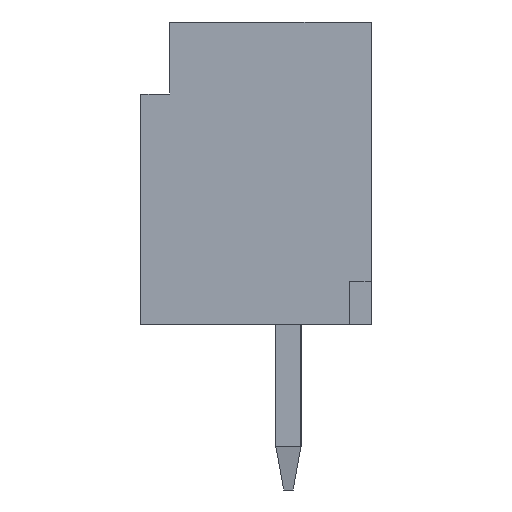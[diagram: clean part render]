
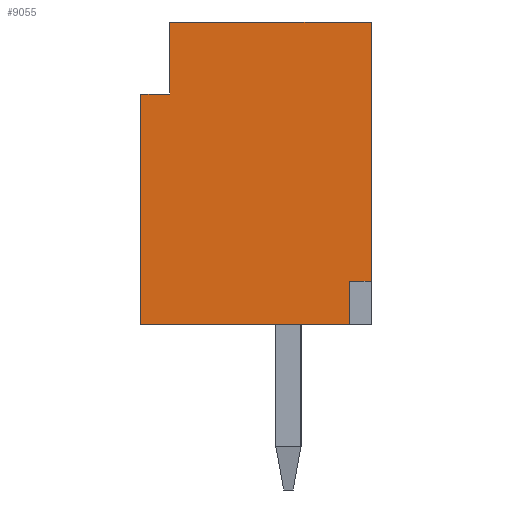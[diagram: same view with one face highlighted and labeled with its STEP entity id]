
A CAD part, left-side view. The second image highlights one B-rep face of the part: STEP entity #9055.
In plain terms, the highlighted planar face has unit normal (-1, 0, 0).
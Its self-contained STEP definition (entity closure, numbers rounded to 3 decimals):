
#111 = PLANE('',#112);
#112 = AXIS2_PLACEMENT_3D('',#113,#114,#115);
#113 = CARTESIAN_POINT('',(17.75,-1.15,0.));
#114 = DIRECTION('',(0.,-1.,0.));
#115 = DIRECTION('',(0.,0.,1.));
#139 = PLANE('',#140);
#140 = AXIS2_PLACEMENT_3D('',#141,#142,#143);
#141 = CARTESIAN_POINT('',(17.75,-1.15,4.2));
#142 = DIRECTION('',(0.,0.,1.));
#143 = DIRECTION('',(0.,1.,0.));
#223 = PLANE('',#224);
#224 = AXIS2_PLACEMENT_3D('',#225,#226,#227);
#225 = CARTESIAN_POINT('',(17.75,2.05,4.2));
#226 = DIRECTION('',(0.,1.,0.));
#227 = DIRECTION('',(0.,0.,-1.));
#1891 = PLANE('',#1892);
#1892 = AXIS2_PLACEMENT_3D('',#1893,#1894,#1895);
#1893 = CARTESIAN_POINT('',(17.75,2.05,0.));
#1894 = DIRECTION('',(0.,0.,-1.));
#1895 = DIRECTION('',(0.,-1.,0.));
#1932 = VERTEX_POINT('',#1933);
#1933 = CARTESIAN_POINT('',(-1.5,-1.15,0.6));
#1947 = PLANE('',#1948);
#1948 = AXIS2_PLACEMENT_3D('',#1949,#1950,#1951);
#1949 = CARTESIAN_POINT('',(-0.925,-1.15,0.6));
#1950 = DIRECTION('',(0.,0.,1.));
#1951 = DIRECTION('',(-1.,0.,0.));
#1959 = EDGE_CURVE('',#1932,#1960,#1962,.T.);
#1960 = VERTEX_POINT('',#1961);
#1961 = CARTESIAN_POINT('',(-1.5,-1.15,4.2));
#1962 = SURFACE_CURVE('',#1963,(#1967,#1974),.PCURVE_S1.);
#1963 = LINE('',#1964,#1965);
#1964 = CARTESIAN_POINT('',(-1.5,-1.15,0.6));
#1965 = VECTOR('',#1966,1.);
#1966 = DIRECTION('',(0.,0.,1.));
#1967 = PCURVE('',#111,#1968);
#1968 = DEFINITIONAL_REPRESENTATION('',(#1969),#1973);
#1969 = LINE('',#1970,#1971);
#1970 = CARTESIAN_POINT('',(0.6,19.25));
#1971 = VECTOR('',#1972,1.);
#1972 = DIRECTION('',(1.,0.));
#1973 = ( GEOMETRIC_REPRESENTATION_CONTEXT(2) 
PARAMETRIC_REPRESENTATION_CONTEXT() REPRESENTATION_CONTEXT('2D SPACE',''
  ) );
#1974 = PCURVE('',#1975,#1980);
#1975 = PLANE('',#1976);
#1976 = AXIS2_PLACEMENT_3D('',#1977,#1978,#1979);
#1977 = CARTESIAN_POINT('',(-1.5,0.45,2.1));
#1978 = DIRECTION('',(-1.,0.,0.));
#1979 = DIRECTION('',(0.,0.,-1.));
#1980 = DEFINITIONAL_REPRESENTATION('',(#1981),#1985);
#1981 = LINE('',#1982,#1983);
#1982 = CARTESIAN_POINT('',(1.5,1.6));
#1983 = VECTOR('',#1984,1.);
#1984 = DIRECTION('',(-1.,0.));
#1985 = ( GEOMETRIC_REPRESENTATION_CONTEXT(2) 
PARAMETRIC_REPRESENTATION_CONTEXT() REPRESENTATION_CONTEXT('2D SPACE',''
  ) );
#2618 = EDGE_CURVE('',#1960,#2619,#2621,.T.);
#2619 = VERTEX_POINT('',#2620);
#2620 = CARTESIAN_POINT('',(-1.5,1.65,4.2));
#2621 = SURFACE_CURVE('',#2622,(#2626,#2633),.PCURVE_S1.);
#2622 = LINE('',#2623,#2624);
#2623 = CARTESIAN_POINT('',(-1.5,-1.15,4.2));
#2624 = VECTOR('',#2625,1.);
#2625 = DIRECTION('',(0.,1.,0.));
#2626 = PCURVE('',#139,#2627);
#2627 = DEFINITIONAL_REPRESENTATION('',(#2628),#2632);
#2628 = LINE('',#2629,#2630);
#2629 = CARTESIAN_POINT('',(0.,19.25));
#2630 = VECTOR('',#2631,1.);
#2631 = DIRECTION('',(1.,0.));
#2632 = ( GEOMETRIC_REPRESENTATION_CONTEXT(2) 
PARAMETRIC_REPRESENTATION_CONTEXT() REPRESENTATION_CONTEXT('2D SPACE',''
  ) );
#2633 = PCURVE('',#1975,#2634);
#2634 = DEFINITIONAL_REPRESENTATION('',(#2635),#2639);
#2635 = LINE('',#2636,#2637);
#2636 = CARTESIAN_POINT('',(-2.1,1.6));
#2637 = VECTOR('',#2638,1.);
#2638 = DIRECTION('',(0.,-1.));
#2639 = ( GEOMETRIC_REPRESENTATION_CONTEXT(2) 
PARAMETRIC_REPRESENTATION_CONTEXT() REPRESENTATION_CONTEXT('2D SPACE',''
  ) );
#2657 = PLANE('',#2658);
#2658 = AXIS2_PLACEMENT_3D('',#2659,#2660,#2661);
#2659 = CARTESIAN_POINT('',(17.15,1.65,4.2));
#2660 = DIRECTION('',(0.,1.,0.));
#2661 = DIRECTION('',(-1.,0.,0.));
#3087 = VERTEX_POINT('',#3088);
#3088 = CARTESIAN_POINT('',(-1.5,2.05,3.2));
#3102 = PLANE('',#3103);
#3103 = AXIS2_PLACEMENT_3D('',#3104,#3105,#3106);
#3104 = CARTESIAN_POINT('',(-0.55,2.05,3.2));
#3105 = DIRECTION('',(0.,0.,-1.));
#3106 = DIRECTION('',(-1.,0.,0.));
#3114 = EDGE_CURVE('',#3087,#3115,#3117,.T.);
#3115 = VERTEX_POINT('',#3116);
#3116 = CARTESIAN_POINT('',(-1.5,2.05,0.));
#3117 = SURFACE_CURVE('',#3118,(#3122,#3129),.PCURVE_S1.);
#3118 = LINE('',#3119,#3120);
#3119 = CARTESIAN_POINT('',(-1.5,2.05,3.2));
#3120 = VECTOR('',#3121,1.);
#3121 = DIRECTION('',(0.,0.,-1.));
#3122 = PCURVE('',#223,#3123);
#3123 = DEFINITIONAL_REPRESENTATION('',(#3124),#3128);
#3124 = LINE('',#3125,#3126);
#3125 = CARTESIAN_POINT('',(1.,19.25));
#3126 = VECTOR('',#3127,1.);
#3127 = DIRECTION('',(1.,0.));
#3128 = ( GEOMETRIC_REPRESENTATION_CONTEXT(2) 
PARAMETRIC_REPRESENTATION_CONTEXT() REPRESENTATION_CONTEXT('2D SPACE',''
  ) );
#3129 = PCURVE('',#1975,#3130);
#3130 = DEFINITIONAL_REPRESENTATION('',(#3131),#3135);
#3131 = LINE('',#3132,#3133);
#3132 = CARTESIAN_POINT('',(-1.1,-1.6));
#3133 = VECTOR('',#3134,1.);
#3134 = DIRECTION('',(1.,0.));
#3135 = ( GEOMETRIC_REPRESENTATION_CONTEXT(2) 
PARAMETRIC_REPRESENTATION_CONTEXT() REPRESENTATION_CONTEXT('2D SPACE',''
  ) );
#8885 = EDGE_CURVE('',#3115,#8886,#8888,.T.);
#8886 = VERTEX_POINT('',#8887);
#8887 = CARTESIAN_POINT('',(-1.5,-0.85,0.));
#8888 = SURFACE_CURVE('',#8889,(#8893,#8900),.PCURVE_S1.);
#8889 = LINE('',#8890,#8891);
#8890 = CARTESIAN_POINT('',(-1.5,2.05,0.));
#8891 = VECTOR('',#8892,1.);
#8892 = DIRECTION('',(0.,-1.,0.));
#8893 = PCURVE('',#1891,#8894);
#8894 = DEFINITIONAL_REPRESENTATION('',(#8895),#8899);
#8895 = LINE('',#8896,#8897);
#8896 = CARTESIAN_POINT('',(0.,19.25));
#8897 = VECTOR('',#8898,1.);
#8898 = DIRECTION('',(1.,0.));
#8899 = ( GEOMETRIC_REPRESENTATION_CONTEXT(2) 
PARAMETRIC_REPRESENTATION_CONTEXT() REPRESENTATION_CONTEXT('2D SPACE',''
  ) );
#8900 = PCURVE('',#1975,#8901);
#8901 = DEFINITIONAL_REPRESENTATION('',(#8902),#8906);
#8902 = LINE('',#8903,#8904);
#8903 = CARTESIAN_POINT('',(2.1,-1.6));
#8904 = VECTOR('',#8905,1.);
#8905 = DIRECTION('',(0.,1.));
#8906 = ( GEOMETRIC_REPRESENTATION_CONTEXT(2) 
PARAMETRIC_REPRESENTATION_CONTEXT() REPRESENTATION_CONTEXT('2D SPACE',''
  ) );
#8924 = PLANE('',#8925);
#8925 = AXIS2_PLACEMENT_3D('',#8926,#8927,#8928);
#8926 = CARTESIAN_POINT('',(17.75,-0.85,0.));
#8927 = DIRECTION('',(0.,-1.,0.));
#8928 = DIRECTION('',(1.,0.,0.));
#9010 = EDGE_CURVE('',#1932,#9011,#9013,.T.);
#9011 = VERTEX_POINT('',#9012);
#9012 = CARTESIAN_POINT('',(-1.5,-0.85,0.6));
#9013 = SURFACE_CURVE('',#9014,(#9018,#9025),.PCURVE_S1.);
#9014 = LINE('',#9015,#9016);
#9015 = CARTESIAN_POINT('',(-1.5,-1.15,0.6));
#9016 = VECTOR('',#9017,1.);
#9017 = DIRECTION('',(0.,1.,0.));
#9018 = PCURVE('',#1947,#9019);
#9019 = DEFINITIONAL_REPRESENTATION('',(#9020),#9024);
#9020 = LINE('',#9021,#9022);
#9021 = CARTESIAN_POINT('',(0.575,0.));
#9022 = VECTOR('',#9023,1.);
#9023 = DIRECTION('',(0.,-1.));
#9024 = ( GEOMETRIC_REPRESENTATION_CONTEXT(2) 
PARAMETRIC_REPRESENTATION_CONTEXT() REPRESENTATION_CONTEXT('2D SPACE',''
  ) );
#9025 = PCURVE('',#1975,#9026);
#9026 = DEFINITIONAL_REPRESENTATION('',(#9027),#9031);
#9027 = LINE('',#9028,#9029);
#9028 = CARTESIAN_POINT('',(1.5,1.6));
#9029 = VECTOR('',#9030,1.);
#9030 = DIRECTION('',(0.,-1.));
#9031 = ( GEOMETRIC_REPRESENTATION_CONTEXT(2) 
PARAMETRIC_REPRESENTATION_CONTEXT() REPRESENTATION_CONTEXT('2D SPACE',''
  ) );
#9055 = ADVANCED_FACE('',(#9056),#1975,.T.);
#9056 = FACE_BOUND('',#9057,.F.);
#9057 = EDGE_LOOP('',(#9058,#9059,#9060,#9081,#9082,#9083,#9106,#9127));
#9058 = ORIENTED_EDGE('',*,*,#1959,.F.);
#9059 = ORIENTED_EDGE('',*,*,#9010,.T.);
#9060 = ORIENTED_EDGE('',*,*,#9061,.F.);
#9061 = EDGE_CURVE('',#8886,#9011,#9062,.T.);
#9062 = SURFACE_CURVE('',#9063,(#9067,#9074),.PCURVE_S1.);
#9063 = LINE('',#9064,#9065);
#9064 = CARTESIAN_POINT('',(-1.5,-0.85,0.));
#9065 = VECTOR('',#9066,1.);
#9066 = DIRECTION('',(0.,0.,1.));
#9067 = PCURVE('',#1975,#9068);
#9068 = DEFINITIONAL_REPRESENTATION('',(#9069),#9073);
#9069 = LINE('',#9070,#9071);
#9070 = CARTESIAN_POINT('',(2.1,1.3));
#9071 = VECTOR('',#9072,1.);
#9072 = DIRECTION('',(-1.,0.));
#9073 = ( GEOMETRIC_REPRESENTATION_CONTEXT(2) 
PARAMETRIC_REPRESENTATION_CONTEXT() REPRESENTATION_CONTEXT('2D SPACE',''
  ) );
#9074 = PCURVE('',#8924,#9075);
#9075 = DEFINITIONAL_REPRESENTATION('',(#9076),#9080);
#9076 = LINE('',#9077,#9078);
#9077 = CARTESIAN_POINT('',(-19.25,0.));
#9078 = VECTOR('',#9079,1.);
#9079 = DIRECTION('',(0.,1.));
#9080 = ( GEOMETRIC_REPRESENTATION_CONTEXT(2) 
PARAMETRIC_REPRESENTATION_CONTEXT() REPRESENTATION_CONTEXT('2D SPACE',''
  ) );
#9081 = ORIENTED_EDGE('',*,*,#8885,.F.);
#9082 = ORIENTED_EDGE('',*,*,#3114,.F.);
#9083 = ORIENTED_EDGE('',*,*,#9084,.T.);
#9084 = EDGE_CURVE('',#3087,#9085,#9087,.T.);
#9085 = VERTEX_POINT('',#9086);
#9086 = CARTESIAN_POINT('',(-1.5,1.65,3.2));
#9087 = SURFACE_CURVE('',#9088,(#9092,#9099),.PCURVE_S1.);
#9088 = LINE('',#9089,#9090);
#9089 = CARTESIAN_POINT('',(-1.5,2.05,3.2));
#9090 = VECTOR('',#9091,1.);
#9091 = DIRECTION('',(0.,-1.,0.));
#9092 = PCURVE('',#1975,#9093);
#9093 = DEFINITIONAL_REPRESENTATION('',(#9094),#9098);
#9094 = LINE('',#9095,#9096);
#9095 = CARTESIAN_POINT('',(-1.1,-1.6));
#9096 = VECTOR('',#9097,1.);
#9097 = DIRECTION('',(0.,1.));
#9098 = ( GEOMETRIC_REPRESENTATION_CONTEXT(2) 
PARAMETRIC_REPRESENTATION_CONTEXT() REPRESENTATION_CONTEXT('2D SPACE',''
  ) );
#9099 = PCURVE('',#3102,#9100);
#9100 = DEFINITIONAL_REPRESENTATION('',(#9101),#9105);
#9101 = LINE('',#9102,#9103);
#9102 = CARTESIAN_POINT('',(0.95,0.));
#9103 = VECTOR('',#9104,1.);
#9104 = DIRECTION('',(0.,-1.));
#9105 = ( GEOMETRIC_REPRESENTATION_CONTEXT(2) 
PARAMETRIC_REPRESENTATION_CONTEXT() REPRESENTATION_CONTEXT('2D SPACE',''
  ) );
#9106 = ORIENTED_EDGE('',*,*,#9107,.F.);
#9107 = EDGE_CURVE('',#2619,#9085,#9108,.T.);
#9108 = SURFACE_CURVE('',#9109,(#9113,#9120),.PCURVE_S1.);
#9109 = LINE('',#9110,#9111);
#9110 = CARTESIAN_POINT('',(-1.5,1.65,4.2));
#9111 = VECTOR('',#9112,1.);
#9112 = DIRECTION('',(0.,0.,-1.));
#9113 = PCURVE('',#1975,#9114);
#9114 = DEFINITIONAL_REPRESENTATION('',(#9115),#9119);
#9115 = LINE('',#9116,#9117);
#9116 = CARTESIAN_POINT('',(-2.1,-1.2));
#9117 = VECTOR('',#9118,1.);
#9118 = DIRECTION('',(1.,0.));
#9119 = ( GEOMETRIC_REPRESENTATION_CONTEXT(2) 
PARAMETRIC_REPRESENTATION_CONTEXT() REPRESENTATION_CONTEXT('2D SPACE',''
  ) );
#9120 = PCURVE('',#2657,#9121);
#9121 = DEFINITIONAL_REPRESENTATION('',(#9122),#9126);
#9122 = LINE('',#9123,#9124);
#9123 = CARTESIAN_POINT('',(18.65,0.));
#9124 = VECTOR('',#9125,1.);
#9125 = DIRECTION('',(0.,-1.));
#9126 = ( GEOMETRIC_REPRESENTATION_CONTEXT(2) 
PARAMETRIC_REPRESENTATION_CONTEXT() REPRESENTATION_CONTEXT('2D SPACE',''
  ) );
#9127 = ORIENTED_EDGE('',*,*,#2618,.F.);
